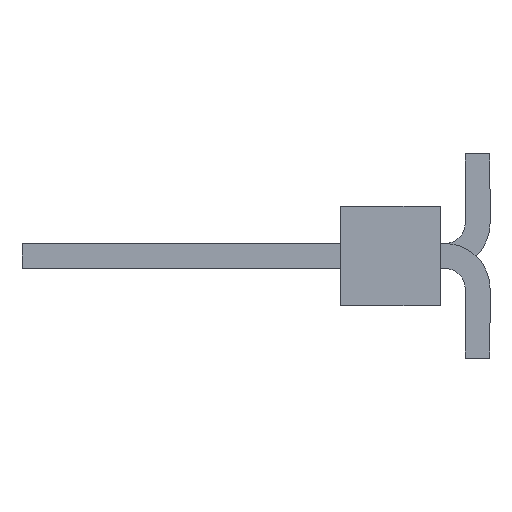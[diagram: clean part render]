
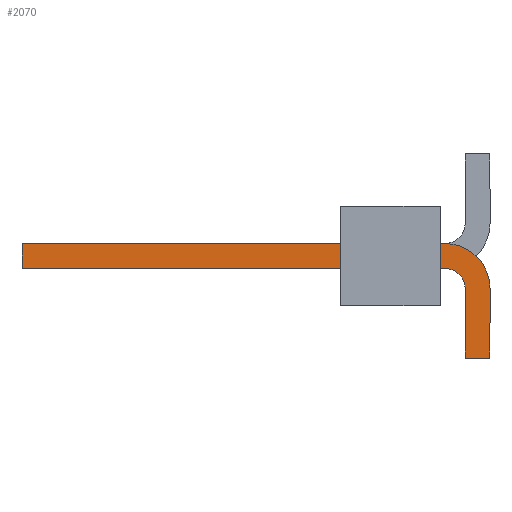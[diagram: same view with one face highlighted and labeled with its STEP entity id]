
A CAD part, left-side view. The second image highlights one B-rep face of the part: STEP entity #2070.
In plain terms, the highlighted planar face has unit normal (-1, 0, 0).
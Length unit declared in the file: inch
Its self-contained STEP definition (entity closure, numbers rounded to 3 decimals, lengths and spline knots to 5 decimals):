
#25=CIRCLE('',#2191,0.045);
#31=CIRCLE('',#2209,0.02);
#539=ORIENTED_EDGE('',*,*,#847,.F.);
#540=ORIENTED_EDGE('',*,*,#845,.T.);
#541=ORIENTED_EDGE('',*,*,#805,.F.);
#542=ORIENTED_EDGE('',*,*,#899,.F.);
#543=ORIENTED_EDGE('',*,*,#902,.F.);
#544=ORIENTED_EDGE('',*,*,#882,.F.);
#545=ORIENTED_EDGE('',*,*,#777,.F.);
#546=ORIENTED_EDGE('',*,*,#788,.F.);
#547=ORIENTED_EDGE('',*,*,#765,.F.);
#548=ORIENTED_EDGE('',*,*,#888,.F.);
#549=ORIENTED_EDGE('',*,*,#904,.F.);
#550=ORIENTED_EDGE('',*,*,#893,.F.);
#551=ORIENTED_EDGE('',*,*,#821,.F.);
#552=ORIENTED_EDGE('',*,*,#880,.T.);
#553=ORIENTED_EDGE('',*,*,#879,.F.);
#554=ORIENTED_EDGE('',*,*,#877,.F.);
#765=EDGE_CURVE('',#1009,#1010,#1245,.T.);
#777=EDGE_CURVE('',#1021,#1022,#1257,.T.);
#788=EDGE_CURVE('',#1010,#1021,#1268,.T.);
#805=EDGE_CURVE('',#1041,#1042,#1285,.T.);
#821=EDGE_CURVE('',#1057,#1058,#1301,.T.);
#845=EDGE_CURVE('',#1078,#1042,#25,.F.);
#847=EDGE_CURVE('',#1078,#1079,#1319,.T.);
#877=EDGE_CURVE('',#1079,#1095,#1344,.T.);
#879=EDGE_CURVE('',#1095,#1096,#1346,.T.);
#880=EDGE_CURVE('',#1057,#1096,#31,.T.);
#882=EDGE_CURVE('',#1022,#1097,#1348,.T.);
#888=EDGE_CURVE('',#1100,#1009,#1354,.T.);
#893=EDGE_CURVE('',#1058,#1101,#1359,.T.);
#899=EDGE_CURVE('',#1104,#1041,#1365,.T.);
#902=EDGE_CURVE('',#1097,#1104,#1368,.T.);
#904=EDGE_CURVE('',#1101,#1100,#1370,.T.);
#1009=VERTEX_POINT('',#3026);
#1010=VERTEX_POINT('',#3028);
#1021=VERTEX_POINT('',#3053);
#1022=VERTEX_POINT('',#3055);
#1041=VERTEX_POINT('',#3110);
#1042=VERTEX_POINT('',#3112);
#1057=VERTEX_POINT('',#3146);
#1058=VERTEX_POINT('',#3148);
#1078=VERTEX_POINT('',#3199);
#1079=VERTEX_POINT('',#3203);
#1095=VERTEX_POINT('',#3257);
#1096=VERTEX_POINT('',#3261);
#1097=VERTEX_POINT('',#3268);
#1100=VERTEX_POINT('',#3276);
#1101=VERTEX_POINT('',#3284);
#1104=VERTEX_POINT('',#3292);
#1245=LINE('',#3027,#1517);
#1257=LINE('',#3054,#1529);
#1268=LINE('',#3077,#1540);
#1285=LINE('',#3111,#1557);
#1301=LINE('',#3147,#1573);
#1319=LINE('',#3202,#1591);
#1344=LINE('',#3258,#1616);
#1346=LINE('',#3262,#1618);
#1348=LINE('',#3267,#1620);
#1354=LINE('',#3277,#1626);
#1359=LINE('',#3283,#1631);
#1365=LINE('',#3293,#1637);
#1368=LINE('',#3297,#1640);
#1370=LINE('',#3300,#1642);
#1517=VECTOR('',#2467,39.37008);
#1529=VECTOR('',#2485,39.37008);
#1540=VECTOR('',#2502,39.37008);
#1557=VECTOR('',#2531,39.37008);
#1573=VECTOR('',#2555,39.37008);
#1591=VECTOR('',#2605,39.37008);
#1616=VECTOR('',#2658,39.37008);
#1618=VECTOR('',#2662,39.37008);
#1620=VECTOR('',#2670,39.37008);
#1626=VECTOR('',#2676,39.37008);
#1631=VECTOR('',#2683,39.37008);
#1637=VECTOR('',#2689,39.37008);
#1640=VECTOR('',#2694,39.37008);
#1642=VECTOR('',#2698,39.37008);
#1754=EDGE_LOOP('',(#539,#540,#541,#542,#543,#544,#545,#546,#547,#548,#549,
#550,#551,#552,#553,#554));
#1870=FACE_BOUND('',#1754,.T.);
#1968=PLANE('',#2216);
#2070=ADVANCED_FACE('',(#1870),#1968,.F.);
#2191=AXIS2_PLACEMENT_3D('',#3198,#2600,#2601);
#2209=AXIS2_PLACEMENT_3D('',#3264,#2665,#2666);
#2216=AXIS2_PLACEMENT_3D('',#3310,#2707,#2708);
#2467=DIRECTION('',(0.,1.,0.));
#2485=DIRECTION('',(0.,-1.,0.));
#2502=DIRECTION('',(0.,0.,1.));
#2531=DIRECTION('',(0.,-1.,0.));
#2555=DIRECTION('',(0.,1.,0.));
#2600=DIRECTION('',(1.,0.,0.));
#2601=DIRECTION('',(0.,0.,-1.));
#2605=DIRECTION('',(0.,0.,-1.));
#2658=DIRECTION('',(0.,1.,0.));
#2662=DIRECTION('',(0.,0.,1.));
#2665=DIRECTION('',(1.,0.,0.));
#2666=DIRECTION('',(0.,0.,-1.));
#2670=DIRECTION('',(0.,0.,1.));
#2676=DIRECTION('',(0.,0.,1.));
#2683=DIRECTION('',(0.,0.,-1.));
#2689=DIRECTION('',(0.,0.,-1.));
#2694=DIRECTION('',(0.,-1.,0.));
#2698=DIRECTION('',(0.,1.,0.));
#2707=DIRECTION('',(1.,0.,0.));
#2708=DIRECTION('',(0.,0.,-1.));
#3026=CARTESIAN_POINT('',(-0.1625,0.105,-0.0125));
#3027=CARTESIAN_POINT('',(-0.1625,0.045,-0.0125));
#3028=CARTESIAN_POINT('',(-0.1625,0.47,-0.0125));
#3053=CARTESIAN_POINT('',(-0.1625,0.47,0.0125));
#3054=CARTESIAN_POINT('',(-0.1625,0.47,0.0125));
#3055=CARTESIAN_POINT('',(-0.1625,0.105,0.0125));
#3077=CARTESIAN_POINT('',(-0.1625,0.47,-0.0125));
#3110=CARTESIAN_POINT('',(-0.1625,0.1,0.0125));
#3111=CARTESIAN_POINT('',(-0.1625,0.47,0.0125));
#3112=CARTESIAN_POINT('',(-0.1625,0.045,0.0125));
#3146=CARTESIAN_POINT('',(-0.1625,0.045,-0.0125));
#3147=CARTESIAN_POINT('',(-0.1625,0.045,-0.0125));
#3148=CARTESIAN_POINT('',(-0.1625,0.1,-0.0125));
#3198=CARTESIAN_POINT('',(-0.1625,0.045,-0.0325));
#3199=CARTESIAN_POINT('',(-0.1625,0.,-0.0325));
#3202=CARTESIAN_POINT('',(-0.1625,0.,0.1025));
#3203=CARTESIAN_POINT('',(-0.1625,0.,-0.1025));
#3257=CARTESIAN_POINT('',(-0.1625,0.025,-0.1025));
#3258=CARTESIAN_POINT('',(-0.1625,0.,-0.1025));
#3261=CARTESIAN_POINT('',(-0.1625,0.025,-0.0325));
#3262=CARTESIAN_POINT('',(-0.1625,0.025,-0.1025));
#3264=CARTESIAN_POINT('',(-0.1625,0.045,-0.0325));
#3267=CARTESIAN_POINT('',(-0.1625,0.105,-0.0145));
#3268=CARTESIAN_POINT('',(-0.1625,0.105,0.0145));
#3276=CARTESIAN_POINT('',(-0.1625,0.105,-0.0145));
#3277=CARTESIAN_POINT('',(-0.1625,0.105,-0.0145));
#3283=CARTESIAN_POINT('',(-0.1625,0.1,0.0145));
#3284=CARTESIAN_POINT('',(-0.1625,0.1,-0.0145));
#3292=CARTESIAN_POINT('',(-0.1625,0.1,0.0145));
#3293=CARTESIAN_POINT('',(-0.1625,0.1,0.0145));
#3297=CARTESIAN_POINT('',(-0.1625,0.105,0.0145));
#3300=CARTESIAN_POINT('',(-0.1625,0.1,-0.0145));
#3310=CARTESIAN_POINT('',(-0.1625,0.,0.));
